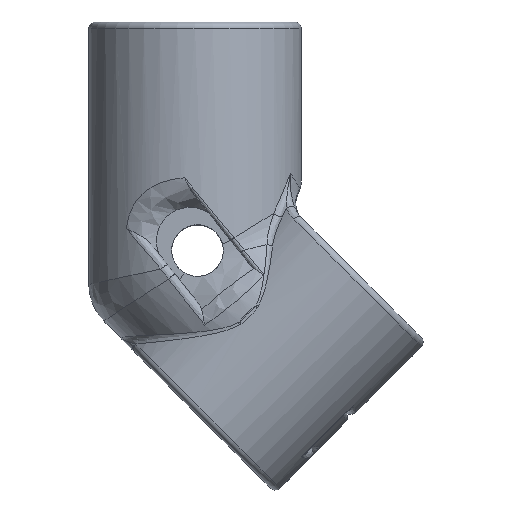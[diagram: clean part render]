
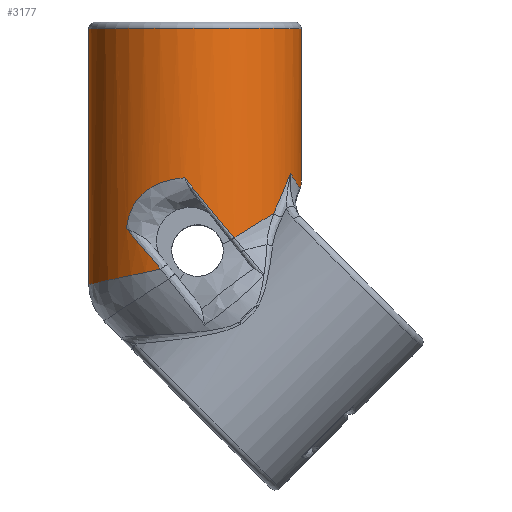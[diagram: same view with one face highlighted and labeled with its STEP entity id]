
A CAD part, top view. The second image highlights one B-rep face of the part: STEP entity #3177.
In plain terms, the highlighted cylindrical face has radius 16.5 mm (diameter 33 mm), a partial arc.
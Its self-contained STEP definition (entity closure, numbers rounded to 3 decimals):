
#1048=CARTESIAN_POINT('',(6.03,10.544,15.358));
#1049=VERTEX_POINT('',#1048);
#1057=CARTESIAN_POINT('',(-1.618,19.833,16.42));
#1058=VERTEX_POINT('',#1057);
#1059=CARTESIAN_POINT('',(0.0,17.868,0.0));
#1060=DIRECTION('',(-0.772,-0.636,0.));
#1061=DIRECTION('',(0.636,-0.772,0.0));
#1062=AXIS2_PLACEMENT_3D('',#1059,#1060,#1061);
#1063=ELLIPSE('',#1062,25.959,16.5);
#1064=EDGE_CURVE('',#1049,#1058,#1063,.T.);
#2735=CARTESIAN_POINT('',(-16.466,3.321,1.065));
#2736=VERTEX_POINT('',#2735);
#2744=CARTESIAN_POINT('',(-16.466,43.,1.065));
#2745=VERTEX_POINT('',#2744);
#2746=CARTESIAN_POINT('',(-16.466,3.321,1.065));
#2747=DIRECTION('',(0.0,1.0,0.0));
#2748=VECTOR('',#2747,39.679);
#2749=LINE('',#2746,#2748);
#2750=EDGE_CURVE('',#2736,#2745,#2749,.T.);
#3016=CARTESIAN_POINT('',(16.466,43.,1.065));
#3017=VERTEX_POINT('',#3016);
#3018=CARTESIAN_POINT('',(0.0,43.,0.0));
#3019=DIRECTION('',(0.0,1.0,0.0));
#3020=DIRECTION('',(0.0,0.0,1.0));
#3021=AXIS2_PLACEMENT_3D('',#3018,#3019,#3020);
#3022=CIRCLE('',#3021,16.5);
#3023=EDGE_CURVE('',#2745,#3017,#3022,.T.);
#3036=CARTESIAN_POINT('',(0.0,0.0,0.0));
#3037=DIRECTION('',(0.0,1.0,0.0));
#3038=DIRECTION('',(-1.0,0.0,0.0));
#3039=AXIS2_PLACEMENT_3D('',#3036,#3037,#3038);
#3040=CYLINDRICAL_SURFACE('',#3039,16.5);
#3041=ORIENTED_EDGE('',*,*,#1064,.F.);
#3042=CARTESIAN_POINT('',(12.189,14.331,11.122));
#3043=VERTEX_POINT('',#3042);
#3044=CARTESIAN_POINT('',(0.0,6.835,0.0));
#3045=DIRECTION('',(0.524,-0.852,0.));
#3046=DIRECTION('',(0.852,0.524,0.0));
#3047=AXIS2_PLACEMENT_3D('',#3044,#3045,#3046);
#3048=ELLIPSE('',#3047,19.371,16.5);
#3049=EDGE_CURVE('',#3043,#1049,#3048,.T.);
#3050=ORIENTED_EDGE('',*,*,#3049,.F.);
#3051=CARTESIAN_POINT('',(14.82,20.51,7.254));
#3052=VERTEX_POINT('',#3051);
#3053=CARTESIAN_POINT('',(14.82,20.51,7.254));
#3054=CARTESIAN_POINT('',(14.029,18.668,8.87));
#3055=CARTESIAN_POINT('',(13.126,16.533,10.094));
#3056=CARTESIAN_POINT('',(12.189,14.331,11.122));
#3057=B_SPLINE_CURVE_WITH_KNOTS('',3,(#3053,#3054,#3055,#3056),.UNSPECIFIED.,.F.,.U.,(4,4),(-0.795,0.0),.UNSPECIFIED.);
#3058=EDGE_CURVE('',#3052,#3043,#3057,.T.);
#3059=ORIENTED_EDGE('',*,*,#3058,.F.);
#3060=CARTESIAN_POINT('',(15.395,19.586,5.937));
#3061=VERTEX_POINT('',#3060);
#3062=CARTESIAN_POINT('',(14.82,20.51,7.254));
#3063=CARTESIAN_POINT('',(15.03,20.171,6.824));
#3064=CARTESIAN_POINT('',(15.222,19.863,6.384));
#3065=CARTESIAN_POINT('',(15.395,19.586,5.936));
#3066=B_SPLINE_CURVE_WITH_KNOTS('',3,(#3062,#3063,#3064,#3065),.UNSPECIFIED.,.F.,.U.,(4,4),(-0.455,-0.368),.UNSPECIFIED.);
#3067=EDGE_CURVE('',#3052,#3061,#3066,.T.);
#3068=ORIENTED_EDGE('',*,*,#3067,.T.);
#3069=CARTESIAN_POINT('',(16.234,18.239,2.954));
#3070=VERTEX_POINT('',#3069);
#3071=CARTESIAN_POINT('',(0.0,44.311,0.0));
#3072=DIRECTION('',(-0.849,-0.529,0.));
#3073=DIRECTION('',(0.529,-0.849,0.0));
#3074=AXIS2_PLACEMENT_3D('',#3071,#3072,#3073);
#3075=ELLIPSE('',#3074,31.217,16.5);
#3076=EDGE_CURVE('',#3070,#3061,#3075,.T.);
#3077=ORIENTED_EDGE('',*,*,#3076,.F.);
#3078=CARTESIAN_POINT('',(16.371,18.475,2.062));
#3079=VERTEX_POINT('',#3078);
#3080=CARTESIAN_POINT('',(16.371,18.475,2.062));
#3081=CARTESIAN_POINT('',(16.332,18.414,2.365));
#3082=CARTESIAN_POINT('',(16.286,18.335,2.663));
#3083=CARTESIAN_POINT('',(16.234,18.239,2.954));
#3084=B_SPLINE_CURVE_WITH_KNOTS('',3,(#3080,#3081,#3082,#3083),.UNSPECIFIED.,.F.,.U.,(4,4),(-0.088,0.0),.UNSPECIFIED.);
#3085=EDGE_CURVE('',#3079,#3070,#3084,.T.);
#3086=ORIENTED_EDGE('',*,*,#3085,.F.);
#3087=CARTESIAN_POINT('',(16.466,19.976,1.065));
#3088=VERTEX_POINT('',#3087);
#3089=CARTESIAN_POINT('',(16.466,19.976,1.065));
#3090=CARTESIAN_POINT('',(16.466,19.704,1.065));
#3091=CARTESIAN_POINT('',(16.46,19.25,1.161));
#3092=CARTESIAN_POINT('',(16.43,18.71,1.536));
#3093=CARTESIAN_POINT('',(16.394,18.513,1.875));
#3094=CARTESIAN_POINT('',(16.371,18.475,2.062));
#3095=B_SPLINE_CURVE_WITH_KNOTS('',3,(#3089,#3090,#3091,#3092,#3093,#3094),.UNSPECIFIED.,.F.,.U.,(4,1,1,4),(0.0,0.082,0.136,0.19),.UNSPECIFIED.);
#3096=EDGE_CURVE('',#3088,#3079,#3095,.T.);
#3097=ORIENTED_EDGE('',*,*,#3096,.F.);
#3098=CARTESIAN_POINT('',(16.466,43.,1.065));
#3099=DIRECTION('',(0.0,-1.0,0.0));
#3100=VECTOR('',#3099,23.024);
#3101=LINE('',#3098,#3100);
#3102=EDGE_CURVE('',#3017,#3088,#3101,.T.);
#3103=ORIENTED_EDGE('',*,*,#3102,.F.);
#3104=ORIENTED_EDGE('',*,*,#3023,.F.);
#3105=ORIENTED_EDGE('',*,*,#2750,.F.);
#3106=CARTESIAN_POINT('',(-5.322,5.699,15.618));
#3107=VERTEX_POINT('',#3106);
#3108=CARTESIAN_POINT('',(0.0,6.835,0.0));
#3109=DIRECTION('',(0.209,-0.978,0.0));
#3110=DIRECTION('',(-0.978,-0.209,0.0));
#3111=AXIS2_PLACEMENT_3D('',#3108,#3109,#3110);
#3112=ELLIPSE('',#3111,16.871,16.5);
#3113=EDGE_CURVE('',#3107,#2736,#3112,.T.);
#3114=ORIENTED_EDGE('',*,*,#3113,.F.);
#3115=CARTESIAN_POINT('',(-10.636,11.951,12.614));
#3116=VERTEX_POINT('',#3115);
#3117=CARTESIAN_POINT('',(0.0,-0.564,0.0));
#3118=DIRECTION('',(0.762,0.648,0.));
#3119=DIRECTION('',(-0.648,0.762,0.0));
#3120=AXIS2_PLACEMENT_3D('',#3117,#3118,#3119);
#3121=ELLIPSE('',#3120,25.479,16.5);
#3122=EDGE_CURVE('',#3116,#3107,#3121,.T.);
#3123=ORIENTED_EDGE('',*,*,#3122,.F.);
#3124=CARTESIAN_POINT('',(-10.249,13.876,12.931));
#3125=VERTEX_POINT('',#3124);
#3126=CARTESIAN_POINT('',(-10.637,11.951,12.614));
#3127=CARTESIAN_POINT('',(-10.572,12.511,12.669));
#3128=CARTESIAN_POINT('',(-10.455,13.156,12.766));
#3129=CARTESIAN_POINT('',(-10.275,13.79,12.91));
#3130=CARTESIAN_POINT('',(-10.249,13.876,12.931));
#3131=B_SPLINE_CURVE_WITH_KNOTS('',3,(#3126,#3127,#3128,#3129,#3130),.UNSPECIFIED.,.F.,.U.,(4,1,4),(-6.156,-5.988,-5.961),.UNSPECIFIED.);
#3132=EDGE_CURVE('',#3116,#3125,#3131,.T.);
#3133=ORIENTED_EDGE('',*,*,#3132,.T.);
#3134=CARTESIAN_POINT('',(-8.235,17.273,14.298));
#3135=VERTEX_POINT('',#3134);
#3136=CARTESIAN_POINT('',(-8.234,17.273,14.297));
#3137=CARTESIAN_POINT('',(-8.476,17.039,14.157));
#3138=CARTESIAN_POINT('',(-8.699,16.792,14.021));
#3139=CARTESIAN_POINT('',(-8.901,16.535,13.892));
#3140=CARTESIAN_POINT('',(-9.309,16.017,13.631));
#3141=CARTESIAN_POINT('',(-9.632,15.457,13.402));
#3142=CARTESIAN_POINT('',(-9.883,14.883,13.215));
#3143=CARTESIAN_POINT('',(-10.026,14.553,13.107));
#3144=CARTESIAN_POINT('',(-10.147,14.217,13.012));
#3145=CARTESIAN_POINT('',(-10.249,13.876,12.931));
#3146=B_SPLINE_CURVE_WITH_KNOTS('',3,(#3136,#3137,#3138,#3139,#3140,#3141,#3142,#3143,#3144,#3145),.UNSPECIFIED.,.F.,.U.,(4,3,3,4),(0.0,0.091,0.276,0.381),.UNSPECIFIED.);
#3147=EDGE_CURVE('',#3135,#3125,#3146,.T.);
#3148=ORIENTED_EDGE('',*,*,#3147,.F.);
#3149=CARTESIAN_POINT('',(-2.175,19.79,16.356));
#3150=VERTEX_POINT('',#3149);
#3151=CARTESIAN_POINT('',(-2.175,19.79,16.36));
#3152=CARTESIAN_POINT('',(-2.679,19.742,16.292));
#3153=CARTESIAN_POINT('',(-3.173,19.666,16.201));
#3154=CARTESIAN_POINT('',(-3.648,19.565,16.092));
#3155=CARTESIAN_POINT('',(-4.506,19.382,15.895));
#3156=CARTESIAN_POINT('',(-5.323,19.111,15.637));
#3157=CARTESIAN_POINT('',(-6.048,18.768,15.353));
#3158=CARTESIAN_POINT('',(-6.153,18.718,15.311));
#3159=CARTESIAN_POINT('',(-6.256,18.666,15.269));
#3160=CARTESIAN_POINT('',(-6.358,18.613,15.227));
#3161=CARTESIAN_POINT('',(-7.077,18.238,14.927));
#3162=CARTESIAN_POINT('',(-7.708,17.78,14.601));
#3163=CARTESIAN_POINT('',(-8.234,17.273,14.297));
#3164=B_SPLINE_CURVE_WITH_KNOTS('',3,(#3151,#3152,#3153,#3154,#3155,#3156,#3157,#3158,#3159,#3160,#3161,#3162,#3163),.UNSPECIFIED.,.F.,.U.,(4,3,3,3,4),(5.056,5.162,5.354,5.382,5.58),.UNSPECIFIED.);
#3165=EDGE_CURVE('',#3150,#3135,#3164,.T.);
#3166=ORIENTED_EDGE('',*,*,#3165,.F.);
#3167=CARTESIAN_POINT('',(-2.175,19.791,16.36));
#3168=CARTESIAN_POINT('',(-2.087,19.8,16.372));
#3169=CARTESIAN_POINT('',(-1.902,19.816,16.395));
#3170=CARTESIAN_POINT('',(-1.715,19.828,16.415));
#3171=CARTESIAN_POINT('',(-1.618,19.834,16.424));
#3172=B_SPLINE_CURVE_WITH_KNOTS('',3,(#3167,#3168,#3169,#3170,#3171),.UNSPECIFIED.,.F.,.U.,(4,1,4),(-5.056,-5.037,-5.016),.UNSPECIFIED.);
#3173=EDGE_CURVE('',#3150,#1058,#3172,.T.);
#3174=ORIENTED_EDGE('',*,*,#3173,.T.);
#3175=EDGE_LOOP('',(#3041,#3050,#3059,#3068,#3077,#3086,#3097,#3103,#3104,#3105,#3114,#3123,#3133,#3148,#3166,#3174));
#3176=FACE_OUTER_BOUND('',#3175,.T.);
#3177=ADVANCED_FACE('',(#3176),#3040,.T.);
